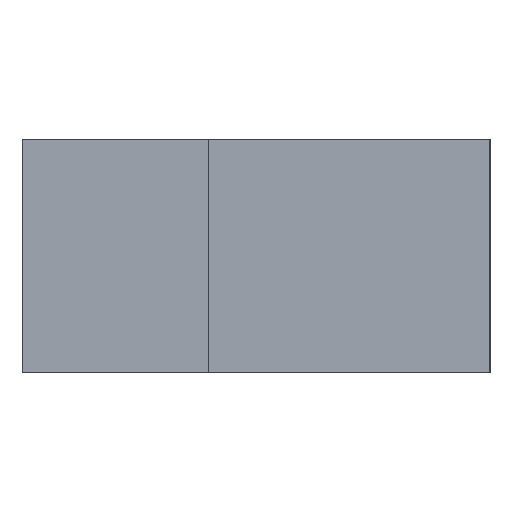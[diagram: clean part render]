
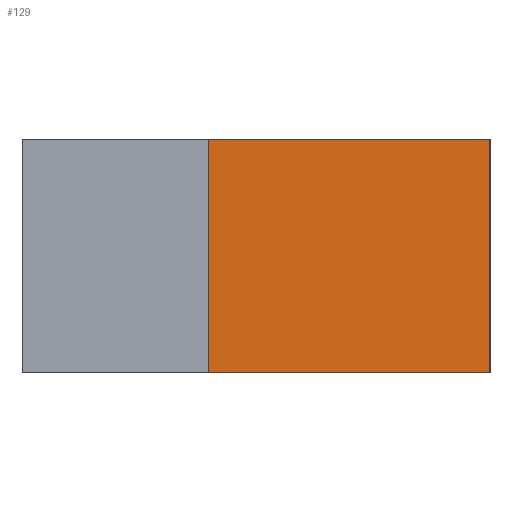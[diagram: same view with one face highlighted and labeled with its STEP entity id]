
A CAD part, left-side view. The second image highlights one B-rep face of the part: STEP entity #129.
In plain terms, the highlighted planar face has unit normal (-1, 0, 0).
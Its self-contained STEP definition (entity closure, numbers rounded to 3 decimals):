
#129=ADVANCED_FACE('',(#475),#477,.T.);
#475=FACE_BOUND('',#476,.T.);
#476=EDGE_LOOP('',(#1089,#1090,#1091,#1092));
#477=PLANE('',#478);
#478=AXIS2_PLACEMENT_3D('',#479,#480,#481);
#479=CARTESIAN_POINT('',(69.019,12.021,0.));
#480=DIRECTION('',(-1.,0.,0.));
#481=DIRECTION('',(0.,-1.,0.));
#1089=ORIENTED_EDGE('',*,*,#1209,.T.);
#1090=ORIENTED_EDGE('',*,*,#1235,.T.);
#1091=ORIENTED_EDGE('',*,*,#1231,.F.);
#1092=ORIENTED_EDGE('',*,*,#1239,.F.);
#1209=EDGE_CURVE('',#1295,#1292,#1296,.T.);
#1231=EDGE_CURVE('',#1337,#1320,#1339,.T.);
#1235=EDGE_CURVE('',#1292,#1320,#1346,.T.);
#1239=EDGE_CURVE('',#1295,#1337,#1352,.T.);
#1292=VERTEX_POINT('',#1442);
#1295=VERTEX_POINT('',#1447);
#1296=LINE('',#1448,#1449);
#1320=VERTEX_POINT('',#1504);
#1337=VERTEX_POINT('',#1539);
#1339=LINE('',#1543,#1544);
#1346=LINE('',#1558,#1559);
#1352=LINE('',#1573,#1574);
#1442=CARTESIAN_POINT('',(69.019,0.,0.));
#1447=CARTESIAN_POINT('',(69.019,12.021,0.));
#1448=CARTESIAN_POINT('',(69.019,12.021,0.));
#1449=VECTOR('',#1450,1.);
#1450=DIRECTION('',(0.,-1.,0.));
#1504=CARTESIAN_POINT('',(69.019,0.,10.));
#1539=CARTESIAN_POINT('',(69.019,12.021,10.));
#1543=CARTESIAN_POINT('',(69.019,12.021,10.));
#1544=VECTOR('',#1545,1.);
#1545=DIRECTION('',(0.,-1.,0.));
#1558=CARTESIAN_POINT('',(69.019,0.,0.));
#1559=VECTOR('',#1560,1.);
#1560=DIRECTION('',(0.,0.,1.));
#1573=CARTESIAN_POINT('',(69.019,12.021,0.));
#1574=VECTOR('',#1575,1.);
#1575=DIRECTION('',(0.,0.,1.));
